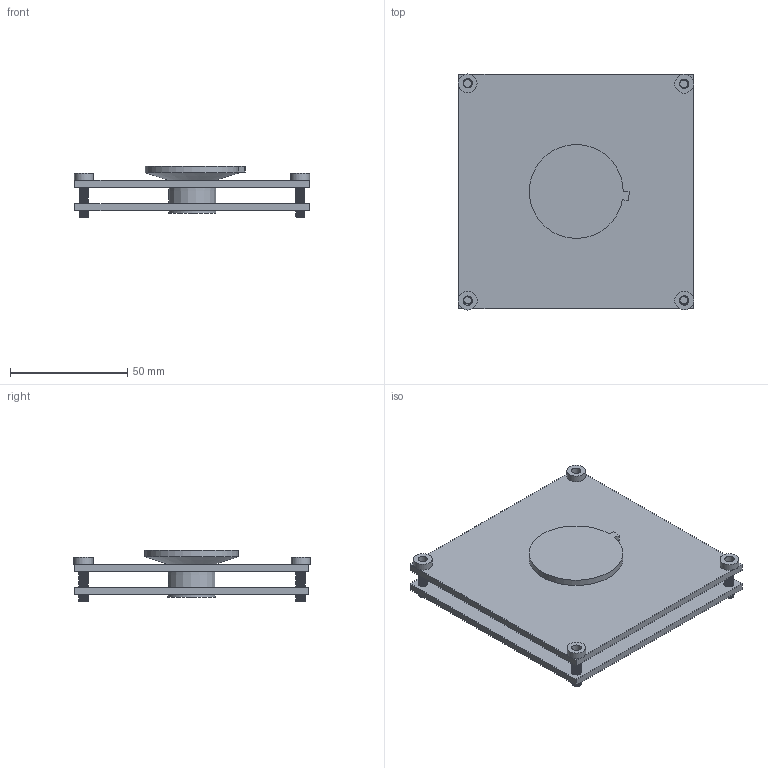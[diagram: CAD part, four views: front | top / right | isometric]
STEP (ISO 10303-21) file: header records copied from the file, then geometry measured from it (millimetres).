
FILE_DESCRIPTION(/* description */ (''),/* implementation_level */ '2;1');
FILE_NAME(/* name */ 'nut-bolt assembly v4.step',/* time_stamp */ '2024-06-26T18:27:34+05:30',/* author */ (''),/* organization */ (''),/* preprocessor_version */ 'ST-DEVELOPER v20',/* originating_system */ 'Autodesk Translation Framework v13.14.0.145',/* authorisation */ '');
FILE_SCHEMA (('AUTOMOTIVE_DESIGN { 1 0 10303 214 3 1 1 }'));
Length unit declared in the file: millimetre
Products named in the file (13): nut-bolt assembly; top plate ; bottom plate; bolts; boltP1; boltP2; boltP1 (1); boltP2 (1); boltP1 (1) (1); boltP2 (1) (1); boltP1 (2); boltP2 (2); key
Assembly tree (12 placements, depth 3):
  nut-bolt assembly
    top plate 
    bottom plate
    bolts
      boltP1
      boltP2
      boltP1 (1)
      boltP2 (1)
      boltP1 (1) (1)
      boltP2 (1) (1)
      boltP1 (2)
      boltP2 (2)
    key
Bounding box: 100.25 x 100.6 x 22 mm (x, y, z)
Volume: 69220.1 mm3; surface area: 47630.6 mm2
Topology: 11 solids, 11 shells, 351 faces, 985 edges, 656 vertices
Faces by surface type: cylinder 292, plane 33, bspline 24, cone 2
Full cylindrical faces by diameter (mm): 3.111 x32, 3.332 x16, 3.908 x60, 4 x4, 4.109 x8, 8 x4, 20 x2, 40 x1
Entity records: 29180 total; most frequent: CARTESIAN_POINT 20834, ORIENTED_EDGE 1970, DIRECTION 1175, EDGE_CURVE 985, VERTEX_POINT 656, B_SPLINE_CURVE_WITH_KNOTS 600, AXIS2_PLACEMENT_3D 437, EDGE_LOOP 379
